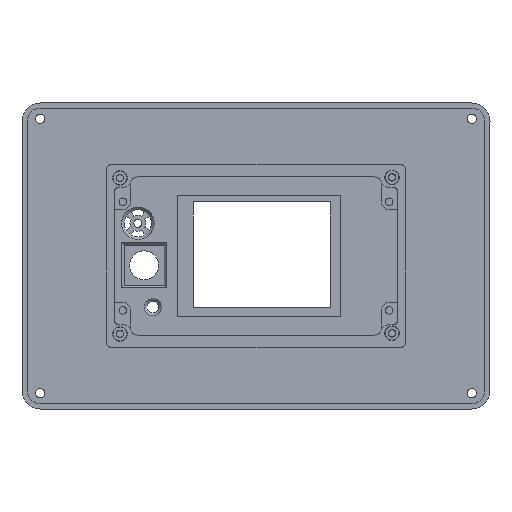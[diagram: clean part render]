
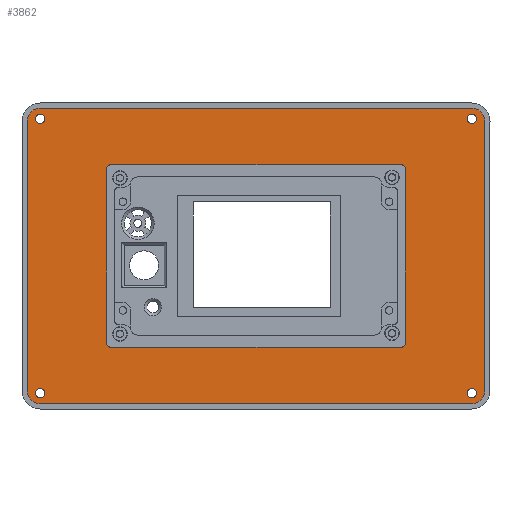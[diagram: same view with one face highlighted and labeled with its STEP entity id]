
A CAD part, top view. The second image highlights one B-rep face of the part: STEP entity #3862.
In plain terms, the highlighted planar face has unit normal (0, 0, 1).
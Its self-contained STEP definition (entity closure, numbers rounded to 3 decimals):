
#72=FACE_BOUND('',#558,.T.);
#73=FACE_BOUND('',#559,.T.);
#74=FACE_BOUND('',#560,.T.);
#75=FACE_BOUND('',#561,.T.);
#76=FACE_BOUND('',#562,.T.);
#153=PLANE('',#4190);
#321=FACE_OUTER_BOUND('',#557,.T.);
#557=EDGE_LOOP('',(#2931,#2932,#2933,#2934,#2935,#2936,#2937,#2938));
#558=EDGE_LOOP('',(#2939));
#559=EDGE_LOOP('',(#2940));
#560=EDGE_LOOP('',(#2941));
#561=EDGE_LOOP('',(#2942));
#562=EDGE_LOOP('',(#2943,#2944,#2945,#2946,#2947,#2948,#2949,#2950));
#787=LINE('',#5804,#1170);
#791=LINE('',#5816,#1174);
#795=LINE('',#5828,#1178);
#799=LINE('',#5839,#1182);
#843=LINE('',#5973,#1226);
#846=LINE('',#5981,#1229);
#849=LINE('',#5989,#1232);
#852=LINE('',#5997,#1235);
#1170=VECTOR('',#4612,10.);
#1174=VECTOR('',#4624,10.);
#1178=VECTOR('',#4636,10.);
#1182=VECTOR('',#4648,10.);
#1226=VECTOR('',#4798,10.);
#1229=VECTOR('',#4807,10.);
#1232=VECTOR('',#4816,10.);
#1235=VECTOR('',#4825,10.);
#1516=CIRCLE('',#4060,1.8);
#1518=CIRCLE('',#4063,1.8);
#1520=CIRCLE('',#4066,1.8);
#1522=CIRCLE('',#4069,1.8);
#1550=CIRCLE('',#4111,1.5);
#1552=CIRCLE('',#4115,1.5);
#1554=CIRCLE('',#4119,1.5);
#1556=CIRCLE('',#4123,1.5);
#1580=CIRCLE('',#4180,4.9);
#1581=CIRCLE('',#4183,4.9);
#1582=CIRCLE('',#4186,4.9);
#1583=CIRCLE('',#4189,4.9);
#1688=VERTEX_POINT('',#5655);
#1690=VERTEX_POINT('',#5661);
#1692=VERTEX_POINT('',#5667);
#1694=VERTEX_POINT('',#5673);
#1741=VERTEX_POINT('',#5794);
#1742=VERTEX_POINT('',#5795);
#1745=VERTEX_POINT('',#5803);
#1747=VERTEX_POINT('',#5809);
#1749=VERTEX_POINT('',#5815);
#1751=VERTEX_POINT('',#5821);
#1753=VERTEX_POINT('',#5827);
#1755=VERTEX_POINT('',#5833);
#1792=VERTEX_POINT('',#5970);
#1793=VERTEX_POINT('',#5972);
#1794=VERTEX_POINT('',#5976);
#1795=VERTEX_POINT('',#5980);
#1796=VERTEX_POINT('',#5984);
#1797=VERTEX_POINT('',#5988);
#1798=VERTEX_POINT('',#5992);
#1799=VERTEX_POINT('',#5996);
#2046=EDGE_CURVE('',#1688,#1688,#1516,.T.);
#2049=EDGE_CURVE('',#1690,#1690,#1518,.T.);
#2052=EDGE_CURVE('',#1692,#1692,#1520,.T.);
#2055=EDGE_CURVE('',#1694,#1694,#1522,.T.);
#2115=EDGE_CURVE('',#1741,#1742,#1550,.T.);
#2119=EDGE_CURVE('',#1745,#1741,#787,.T.);
#2122=EDGE_CURVE('',#1747,#1745,#1552,.T.);
#2125=EDGE_CURVE('',#1749,#1747,#791,.T.);
#2128=EDGE_CURVE('',#1751,#1749,#1554,.T.);
#2131=EDGE_CURVE('',#1753,#1751,#795,.T.);
#2134=EDGE_CURVE('',#1755,#1753,#1556,.T.);
#2137=EDGE_CURVE('',#1742,#1755,#799,.T.);
#2203=EDGE_CURVE('',#1793,#1792,#843,.T.);
#2205=EDGE_CURVE('',#1794,#1793,#1580,.T.);
#2207=EDGE_CURVE('',#1795,#1794,#846,.T.);
#2209=EDGE_CURVE('',#1796,#1795,#1581,.T.);
#2211=EDGE_CURVE('',#1797,#1796,#849,.T.);
#2213=EDGE_CURVE('',#1798,#1797,#1582,.T.);
#2215=EDGE_CURVE('',#1799,#1798,#852,.T.);
#2217=EDGE_CURVE('',#1792,#1799,#1583,.T.);
#2931=ORIENTED_EDGE('',*,*,#2211,.T.);
#2932=ORIENTED_EDGE('',*,*,#2209,.T.);
#2933=ORIENTED_EDGE('',*,*,#2207,.T.);
#2934=ORIENTED_EDGE('',*,*,#2205,.T.);
#2935=ORIENTED_EDGE('',*,*,#2203,.T.);
#2936=ORIENTED_EDGE('',*,*,#2217,.T.);
#2937=ORIENTED_EDGE('',*,*,#2215,.T.);
#2938=ORIENTED_EDGE('',*,*,#2213,.T.);
#2939=ORIENTED_EDGE('',*,*,#2046,.T.);
#2940=ORIENTED_EDGE('',*,*,#2049,.T.);
#2941=ORIENTED_EDGE('',*,*,#2052,.T.);
#2942=ORIENTED_EDGE('',*,*,#2055,.T.);
#2943=ORIENTED_EDGE('',*,*,#2115,.T.);
#2944=ORIENTED_EDGE('',*,*,#2137,.T.);
#2945=ORIENTED_EDGE('',*,*,#2134,.T.);
#2946=ORIENTED_EDGE('',*,*,#2131,.T.);
#2947=ORIENTED_EDGE('',*,*,#2128,.T.);
#2948=ORIENTED_EDGE('',*,*,#2125,.T.);
#2949=ORIENTED_EDGE('',*,*,#2122,.T.);
#2950=ORIENTED_EDGE('',*,*,#2119,.T.);
#3862=ADVANCED_FACE('',(#321,#72,#73,#74,#75,#76),#153,.T.);
#4060=AXIS2_PLACEMENT_3D('',#5656,#4467,#4468);
#4063=AXIS2_PLACEMENT_3D('',#5662,#4474,#4475);
#4066=AXIS2_PLACEMENT_3D('',#5668,#4481,#4482);
#4069=AXIS2_PLACEMENT_3D('',#5674,#4488,#4489);
#4111=AXIS2_PLACEMENT_3D('',#5796,#4604,#4605);
#4115=AXIS2_PLACEMENT_3D('',#5810,#4617,#4618);
#4119=AXIS2_PLACEMENT_3D('',#5822,#4629,#4630);
#4123=AXIS2_PLACEMENT_3D('',#5834,#4641,#4642);
#4180=AXIS2_PLACEMENT_3D('',#5977,#4802,#4803);
#4183=AXIS2_PLACEMENT_3D('',#5985,#4811,#4812);
#4186=AXIS2_PLACEMENT_3D('',#5993,#4820,#4821);
#4189=AXIS2_PLACEMENT_3D('',#6000,#4829,#4830);
#4190=AXIS2_PLACEMENT_3D('',#6001,#4831,#4832);
#4467=DIRECTION('center_axis',(0.,0.,-1.));
#4468=DIRECTION('ref_axis',(-1.,0.,0.));
#4474=DIRECTION('center_axis',(0.,0.,-1.));
#4475=DIRECTION('ref_axis',(-1.,0.,0.));
#4481=DIRECTION('center_axis',(0.,0.,-1.));
#4482=DIRECTION('ref_axis',(-1.,0.,0.));
#4488=DIRECTION('center_axis',(0.,0.,-1.));
#4489=DIRECTION('ref_axis',(-1.,0.,0.));
#4604=DIRECTION('center_axis',(0.,0.,-1.));
#4605=DIRECTION('ref_axis',(0.,1.,0.));
#4612=DIRECTION('',(0.,1.,0.));
#4617=DIRECTION('center_axis',(0.,0.,-1.));
#4618=DIRECTION('ref_axis',(-1.,0.,0.));
#4624=DIRECTION('',(-1.,0.,0.));
#4629=DIRECTION('center_axis',(0.,0.,-1.));
#4630=DIRECTION('ref_axis',(0.,-1.,0.));
#4636=DIRECTION('',(0.,-1.,0.));
#4641=DIRECTION('center_axis',(0.,0.,-1.));
#4642=DIRECTION('ref_axis',(1.,0.,0.));
#4648=DIRECTION('',(1.,0.,0.));
#4798=DIRECTION('',(0.,1.,0.));
#4802=DIRECTION('center_axis',(0.,0.,1.));
#4803=DIRECTION('ref_axis',(1.,0.,0.));
#4807=DIRECTION('',(1.,0.,0.));
#4811=DIRECTION('center_axis',(0.,0.,1.));
#4812=DIRECTION('ref_axis',(1.,0.,0.));
#4816=DIRECTION('',(0.,-1.,0.));
#4820=DIRECTION('center_axis',(0.,0.,1.));
#4821=DIRECTION('ref_axis',(1.,0.,0.));
#4825=DIRECTION('',(-1.,0.,0.));
#4829=DIRECTION('center_axis',(0.,0.,1.));
#4830=DIRECTION('ref_axis',(1.,0.,0.));
#4831=DIRECTION('center_axis',(0.,0.,1.));
#4832=DIRECTION('ref_axis',(1.,0.,0.));
#5655=CARTESIAN_POINT('',(83.45,51.913,3.));
#5656=CARTESIAN_POINT('Origin',(81.65,51.913,3.));
#5661=CARTESIAN_POINT('',(83.45,-51.913,3.));
#5662=CARTESIAN_POINT('Origin',(81.65,-51.913,3.));
#5667=CARTESIAN_POINT('',(-79.85,51.913,3.));
#5668=CARTESIAN_POINT('Origin',(-81.65,51.913,3.));
#5673=CARTESIAN_POINT('',(-79.85,-51.913,3.));
#5674=CARTESIAN_POINT('Origin',(-81.65,-51.913,3.));
#5794=CARTESIAN_POINT('',(-56.5,33.007,3.));
#5795=CARTESIAN_POINT('',(-55.,34.507,3.));
#5796=CARTESIAN_POINT('Origin',(-55.,33.007,3.));
#5803=CARTESIAN_POINT('',(-56.5,-32.993,3.));
#5804=CARTESIAN_POINT('',(-56.5,9.004,3.));
#5809=CARTESIAN_POINT('',(-55.,-34.493,3.));
#5810=CARTESIAN_POINT('Origin',(-55.,-32.993,3.));
#5815=CARTESIAN_POINT('',(55.,-34.493,3.));
#5816=CARTESIAN_POINT('',(68.325,-34.493,3.));
#5821=CARTESIAN_POINT('',(56.5,-32.993,3.));
#5822=CARTESIAN_POINT('Origin',(55.,-32.993,3.));
#5827=CARTESIAN_POINT('',(56.5,33.007,3.));
#5828=CARTESIAN_POINT('',(56.5,42.004,3.));
#5833=CARTESIAN_POINT('',(55.,34.507,3.));
#5834=CARTESIAN_POINT('Origin',(55.,33.007,3.));
#5839=CARTESIAN_POINT('',(13.325,34.507,3.));
#5970=CARTESIAN_POINT('',(86.55,51.,3.));
#5972=CARTESIAN_POINT('',(86.55,-51.,3.));
#5973=CARTESIAN_POINT('',(86.55,51.,3.));
#5976=CARTESIAN_POINT('',(81.65,-55.9,3.));
#5977=CARTESIAN_POINT('Origin',(81.65,-51.,3.));
#5980=CARTESIAN_POINT('',(-81.65,-55.9,3.));
#5981=CARTESIAN_POINT('',(-81.65,-55.9,3.));
#5984=CARTESIAN_POINT('',(-86.55,-51.,3.));
#5985=CARTESIAN_POINT('Origin',(-81.65,-51.,3.));
#5988=CARTESIAN_POINT('',(-86.55,51.,3.));
#5989=CARTESIAN_POINT('',(-86.55,51.,3.));
#5992=CARTESIAN_POINT('',(-81.65,55.9,3.));
#5993=CARTESIAN_POINT('Origin',(-81.65,51.,3.));
#5996=CARTESIAN_POINT('',(81.65,55.9,3.));
#5997=CARTESIAN_POINT('',(-81.65,55.9,3.));
#6000=CARTESIAN_POINT('Origin',(81.65,51.,3.));
#6001=CARTESIAN_POINT('Origin',(81.65,51.,3.));
